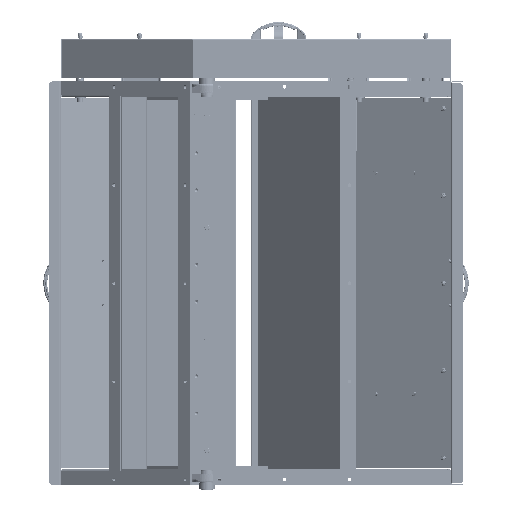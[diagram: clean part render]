
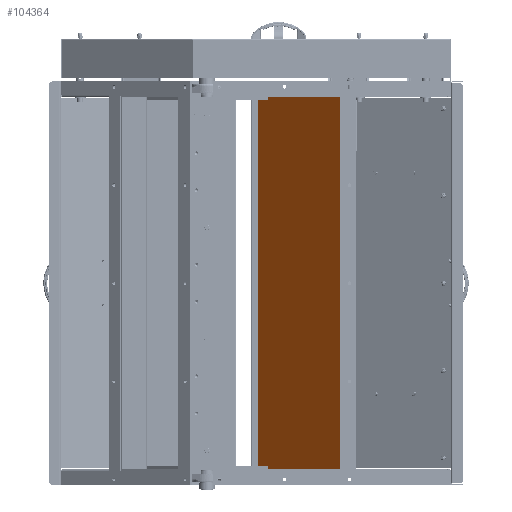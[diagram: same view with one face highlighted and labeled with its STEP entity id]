
A CAD part, front view. The second image highlights one B-rep face of the part: STEP entity #104364.
In plain terms, the highlighted planar face has unit normal (-0.766, -0.643, 0).
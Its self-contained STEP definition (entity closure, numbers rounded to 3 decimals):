
#4834=LINE('',#158554,#13091);
#4857=LINE('',#158627,#13114);
#4874=LINE('',#158663,#13131);
#4875=LINE('',#158665,#13132);
#4876=LINE('',#158667,#13133);
#4877=LINE('',#158669,#13134);
#4878=LINE('',#158671,#13135);
#4879=LINE('',#158673,#13136);
#4880=LINE('',#158675,#13137);
#4881=LINE('',#158676,#13138);
#13091=VECTOR('',#125796,10.);
#13114=VECTOR('',#125855,10.);
#13131=VECTOR('',#125894,10.);
#13132=VECTOR('',#125895,10.);
#13133=VECTOR('',#125896,10.);
#13134=VECTOR('',#125897,10.);
#13135=VECTOR('',#125898,10.);
#13136=VECTOR('',#125899,10.);
#13137=VECTOR('',#125900,10.);
#13138=VECTOR('',#125901,10.);
#23911=FACE_OUTER_BOUND('',#30535,.T.);
#30535=EDGE_LOOP('',(#72094,#72095,#72096,#72097,#72098,#72099,#72100,#72101,
#72102,#72103));
#44024=VERTEX_POINT('',#158552);
#44025=VERTEX_POINT('',#158553);
#44057=VERTEX_POINT('',#158626);
#44065=VERTEX_POINT('',#158662);
#44066=VERTEX_POINT('',#158664);
#44067=VERTEX_POINT('',#158666);
#44068=VERTEX_POINT('',#158668);
#44069=VERTEX_POINT('',#158670);
#44070=VERTEX_POINT('',#158672);
#44071=VERTEX_POINT('',#158674);
#54525=EDGE_CURVE('',#44024,#44025,#4834,.T.);
#54561=EDGE_CURVE('',#44057,#44024,#4857,.T.);
#54581=EDGE_CURVE('',#44065,#44025,#4874,.T.);
#54582=EDGE_CURVE('',#44066,#44065,#4875,.T.);
#54583=EDGE_CURVE('',#44067,#44066,#4876,.T.);
#54584=EDGE_CURVE('',#44067,#44068,#4877,.T.);
#54585=EDGE_CURVE('',#44068,#44069,#4878,.T.);
#54586=EDGE_CURVE('',#44070,#44069,#4879,.T.);
#54587=EDGE_CURVE('',#44070,#44071,#4880,.T.);
#54588=EDGE_CURVE('',#44057,#44071,#4881,.T.);
#72094=ORIENTED_EDGE('',*,*,#54561,.T.);
#72095=ORIENTED_EDGE('',*,*,#54525,.T.);
#72096=ORIENTED_EDGE('',*,*,#54581,.F.);
#72097=ORIENTED_EDGE('',*,*,#54582,.F.);
#72098=ORIENTED_EDGE('',*,*,#54583,.F.);
#72099=ORIENTED_EDGE('',*,*,#54584,.T.);
#72100=ORIENTED_EDGE('',*,*,#54585,.T.);
#72101=ORIENTED_EDGE('',*,*,#54586,.F.);
#72102=ORIENTED_EDGE('',*,*,#54587,.T.);
#72103=ORIENTED_EDGE('',*,*,#54588,.F.);
#100777=PLANE('',#111593);
#104364=ADVANCED_FACE('',(#23911),#100777,.F.);
#111593=AXIS2_PLACEMENT_3D('',#158661,#125892,#125893);
#125796=DIRECTION('',(-0.325,0.387,0.863));
#125855=DIRECTION('',(0.,0.,-1.));
#125892=DIRECTION('center_axis',(0.766,0.643,0.));
#125893=DIRECTION('ref_axis',(0.,0.,-1.));
#125894=DIRECTION('',(0.643,-0.766,0.));
#125895=DIRECTION('',(0.,0.,1.));
#125896=DIRECTION('',(-0.643,0.766,0.));
#125897=DIRECTION('',(0.325,-0.387,0.863));
#125898=DIRECTION('',(0.,0.,-1.));
#125899=DIRECTION('',(-0.643,0.766,0.));
#125900=DIRECTION('',(0.,0.,1.));
#125901=DIRECTION('',(0.643,-0.766,0.));
#158552=CARTESIAN_POINT('',(-197.651,296.94,497.405));
#158553=CARTESIAN_POINT('',(-198.628,298.105,500.));
#158554=CARTESIAN_POINT('',(-155.499,246.706,385.527));
#158626=CARTESIAN_POINT('',(-197.651,296.94,500.));
#158627=CARTESIAN_POINT('',(-197.651,296.94,246.));
#158661=CARTESIAN_POINT('Origin',(-435.619,580.539,0.));
#158662=CARTESIAN_POINT('',(-222.215,326.214,500.));
#158663=CARTESIAN_POINT('',(39.348,14.495,500.));
#158664=CARTESIAN_POINT('',(-222.215,326.214,-500.));
#158665=CARTESIAN_POINT('',(-222.215,326.214,0.));
#158666=CARTESIAN_POINT('',(-198.628,298.105,-500.));
#158667=CARTESIAN_POINT('',(-889.989,1122.036,-500.));
#158668=CARTESIAN_POINT('',(-197.651,296.94,-497.405));
#158669=CARTESIAN_POINT('',(-154.004,244.923,-381.557));
#158670=CARTESIAN_POINT('',(-197.651,296.94,-500.));
#158671=CARTESIAN_POINT('',(-197.651,296.94,-250.));
#158672=CARTESIAN_POINT('',(-2.468,64.33,-500.));
#158673=CARTESIAN_POINT('',(-889.989,1122.036,-500.));
#158674=CARTESIAN_POINT('',(-2.468,64.33,500.));
#158675=CARTESIAN_POINT('',(-2.468,64.33,0.));
#158676=CARTESIAN_POINT('',(39.348,14.495,500.));
